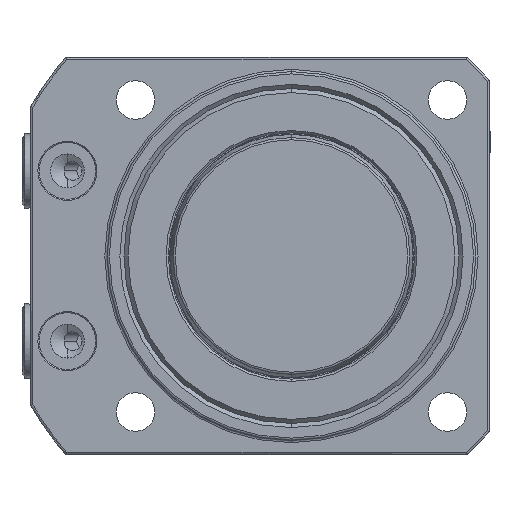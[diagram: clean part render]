
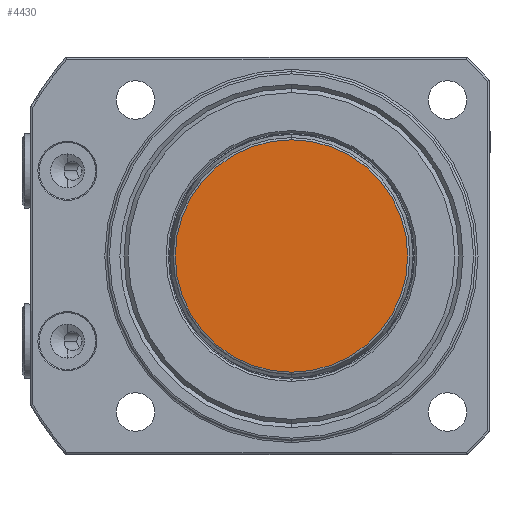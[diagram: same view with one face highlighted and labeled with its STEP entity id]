
A CAD part, front view. The second image highlights one B-rep face of the part: STEP entity #4430.
In plain terms, the highlighted planar face has unit normal (0, -1, 0).
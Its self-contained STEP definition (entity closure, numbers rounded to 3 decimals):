
#49 = VERTEX_POINT ( 'NONE', #2277 ) ;
#51 = VERTEX_POINT ( 'NONE', #2279 ) ;
#93 = EDGE_LOOP ( 'NONE', ( #5291, #5289 ) ) ;
#602 = AXIS2_PLACEMENT_3D ( 'NONE', #1413, #1414, #1415 ) ;
#677 = AXIS2_PLACEMENT_3D ( 'NONE', #4347, #4348, #4349 ) ;
#1233 = FACE_OUTER_BOUND ( 'NONE', #93, .T. ) ;
#1243 = AXIS2_PLACEMENT_3D ( 'NONE', #3582, #3583, #3584 ) ;
#1413 = CARTESIAN_POINT ( 'NONE',  ( 0., 0., 0. ) ) ;
#1414 = DIRECTION ( 'NONE',  ( 0., -1., 0. ) ) ;
#1415 = DIRECTION ( 'NONE',  ( 0., 0., 1. ) ) ;
#2277 = CARTESIAN_POINT ( 'NONE',  ( 0., 0., 20.492 ) ) ;
#2279 = CARTESIAN_POINT ( 'NONE',  ( 0., 0., -20.492 ) ) ;
#3581 = PLANE ( 'NONE',  #1243 ) ;
#3582 = CARTESIAN_POINT ( 'NONE',  ( 20.772, 0., 0. ) ) ;
#3583 = DIRECTION ( 'NONE',  ( 0., 1., 0. ) ) ;
#3584 = DIRECTION ( 'NONE',  ( 0., 0., 1. ) ) ;
#4347 = CARTESIAN_POINT ( 'NONE',  ( 0., 0., 0. ) ) ;
#4348 = DIRECTION ( 'NONE',  ( 0., -1., 0. ) ) ;
#4349 = DIRECTION ( 'NONE',  ( 0., 0., 1. ) ) ;
#4430 = ADVANCED_FACE ( 'NONE', ( #1233 ), #3581, .F. ) ;
#4855 = CIRCLE ( 'NONE', #677, 20.492 ) ;
#4896 = CIRCLE ( 'NONE', #602, 20.492 ) ;
#5080 = EDGE_CURVE ( 'NONE', #51, #49, #4896, .T. ) ;
#5184 = EDGE_CURVE ( 'NONE', #49, #51, #4855, .T. ) ;
#5289 = ORIENTED_EDGE ( 'NONE', *, *, #5080, .T. ) ;
#5291 = ORIENTED_EDGE ( 'NONE', *, *, #5184, .T. ) ;
